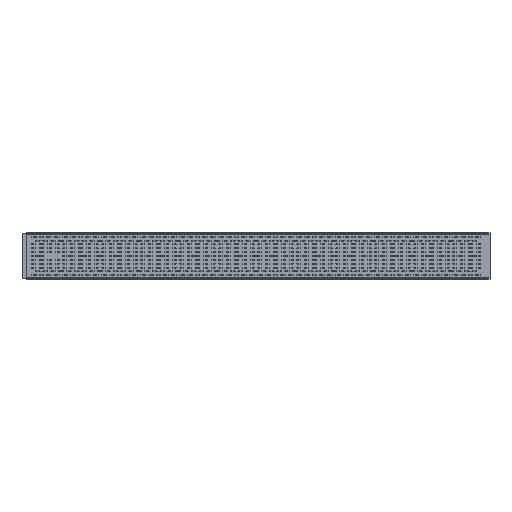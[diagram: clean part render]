
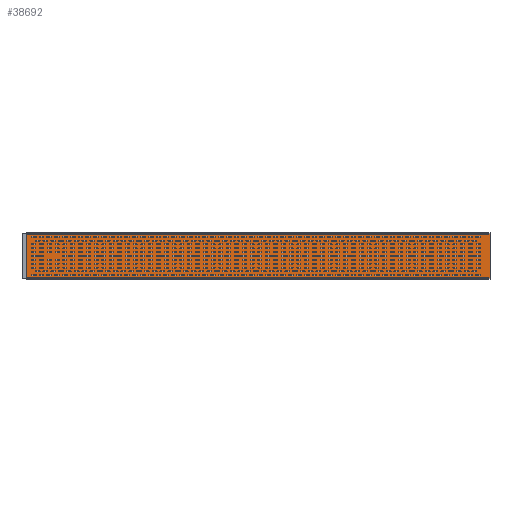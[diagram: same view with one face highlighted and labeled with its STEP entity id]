
A CAD part, top view. The second image highlights one B-rep face of the part: STEP entity #38692.
In plain terms, the highlighted planar face has unit normal (0, 0, 1).
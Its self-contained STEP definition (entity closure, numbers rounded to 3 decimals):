
#7946=FACE_OUTER_BOUND('',#9615,.T.);
#9615=EDGE_LOOP('',(#30406,#30407,#30408,#30409));
#11288=LINE('',#58123,#14504);
#11289=LINE('',#58125,#14505);
#11290=LINE('',#58127,#14506);
#11291=LINE('',#58128,#14507);
#14504=VECTOR('',#45213,1.);
#14505=VECTOR('',#45214,1.);
#14506=VECTOR('',#45215,1.);
#14507=VECTOR('',#45216,1.);
#17720=VERTEX_POINT('',#58121);
#17721=VERTEX_POINT('',#58122);
#17722=VERTEX_POINT('',#58124);
#17723=VERTEX_POINT('',#58126);
#24011=EDGE_CURVE('',#17720,#17721,#11288,.T.);
#24012=EDGE_CURVE('',#17722,#17721,#11289,.T.);
#24013=EDGE_CURVE('',#17723,#17722,#11290,.F.);
#24014=EDGE_CURVE('',#17723,#17720,#11291,.T.);
#30406=ORIENTED_EDGE('',*,*,#24011,.T.);
#30407=ORIENTED_EDGE('',*,*,#24012,.F.);
#30408=ORIENTED_EDGE('',*,*,#24013,.F.);
#30409=ORIENTED_EDGE('',*,*,#24014,.T.);
#37081=PLANE('',#40363);
#38692=ADVANCED_FACE('',(#7946),#37081,.T.);
#40363=AXIS2_PLACEMENT_3D('',#58120,#45211,#45212);
#45211=DIRECTION('center_axis',(0.,0.,1.));
#45212=DIRECTION('ref_axis',(1.,0.,0.));
#45213=DIRECTION('',(-1.,0.,0.));
#45214=DIRECTION('',(0.,1.,0.));
#45215=DIRECTION('',(1.,0.,0.));
#45216=DIRECTION('',(0.,1.,0.));
#58120=CARTESIAN_POINT('Origin',(1585.709,477.908,-37.6));
#58121=CARTESIAN_POINT('',(3100.709,625.008,-37.6));
#58122=CARTESIAN_POINT('',(101.699,625.008,-37.6));
#58123=CARTESIAN_POINT('',(101.704,625.008,-37.6));
#58124=CARTESIAN_POINT('',(101.699,330.808,-37.6));
#58125=CARTESIAN_POINT('',(101.699,477.908,-37.6));
#58126=CARTESIAN_POINT('',(3100.709,330.808,-37.6));
#58127=CARTESIAN_POINT('',(101.704,330.808,-37.6));
#58128=CARTESIAN_POINT('',(3100.709,477.908,-37.6));
